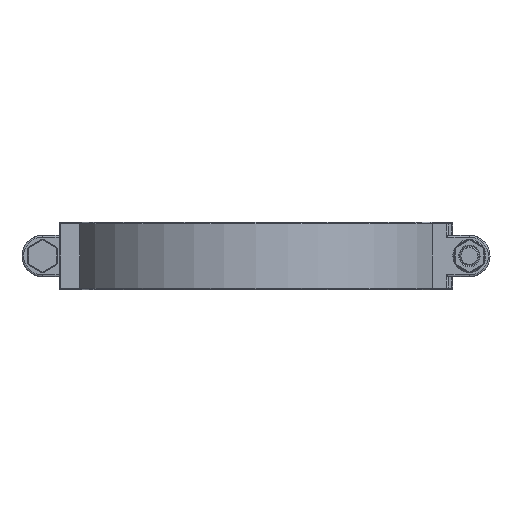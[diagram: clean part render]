
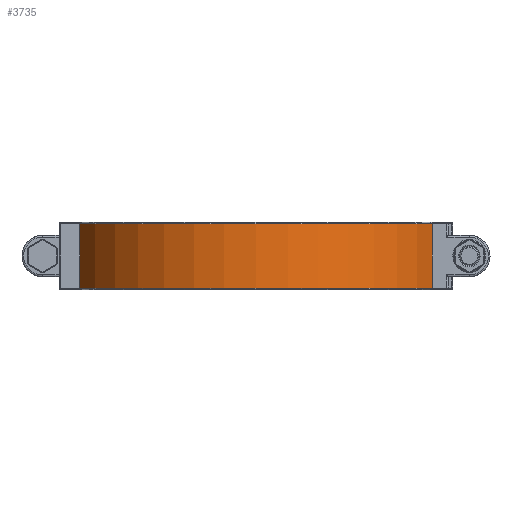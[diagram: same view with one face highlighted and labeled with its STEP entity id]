
A CAD part, front view. The second image highlights one B-rep face of the part: STEP entity #3735.
In plain terms, the highlighted cylindrical face has radius 90.576 mm (diameter 181.153 mm), a partial arc.
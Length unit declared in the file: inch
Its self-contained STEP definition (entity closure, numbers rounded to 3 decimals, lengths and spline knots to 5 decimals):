
#3062=CARTESIAN_POINT('',(-3.26343,1.4375,0.59375));
#3063=VERTEX_POINT('',#3062);
#3072=CARTESIAN_POINT('',(-3.26343,1.4375,-0.59375));
#3073=VERTEX_POINT('',#3072);
#3074=CARTESIAN_POINT('',(-3.26343,1.4375,-0.59375));
#3075=DIRECTION('',(0.0,0.0,1.0));
#3076=VECTOR('',#3075,1.1875);
#3077=LINE('',#3074,#3076);
#3078=EDGE_CURVE('',#3073,#3063,#3077,.T.);
#3220=CARTESIAN_POINT('',(3.26343,1.4375,0.59375));
#3221=VERTEX_POINT('',#3220);
#3247=CARTESIAN_POINT('',(3.26343,1.4375,-0.59375));
#3248=VERTEX_POINT('',#3247);
#3325=CARTESIAN_POINT('',(3.26343,1.4375,0.59375));
#3326=DIRECTION('',(0.0,0.0,-1.0));
#3327=VECTOR('',#3326,1.1875);
#3328=LINE('',#3325,#3327);
#3329=EDGE_CURVE('',#3221,#3248,#3328,.T.);
#3694=CARTESIAN_POINT('',(0.0,0.0,0.59375));
#3695=DIRECTION('',(0.0,0.0,1.0));
#3696=DIRECTION('',(1.0,0.0,0.0));
#3697=AXIS2_PLACEMENT_3D('',#3694,#3695,#3696);
#3698=CIRCLE('',#3697,3.566);
#3699=EDGE_CURVE('',#3221,#3063,#3698,.T.);
#3718=CARTESIAN_POINT('',(0.0,0.0,0.));
#3719=DIRECTION('',(0.0,0.0,1.0));
#3720=DIRECTION('',(1.0,0.0,0.0));
#3721=AXIS2_PLACEMENT_3D('',#3718,#3719,#3720);
#3722=CYLINDRICAL_SURFACE('',#3721,3.566);
#3723=ORIENTED_EDGE('',*,*,#3329,.T.);
#3724=CARTESIAN_POINT('',(0.0,0.0,-0.59375));
#3725=DIRECTION('',(0.0,0.0,1.0));
#3726=DIRECTION('',(1.0,0.0,0.0));
#3727=AXIS2_PLACEMENT_3D('',#3724,#3725,#3726);
#3728=CIRCLE('',#3727,3.566);
#3729=EDGE_CURVE('',#3248,#3073,#3728,.T.);
#3730=ORIENTED_EDGE('',*,*,#3729,.T.);
#3731=ORIENTED_EDGE('',*,*,#3078,.T.);
#3732=ORIENTED_EDGE('',*,*,#3699,.F.);
#3733=EDGE_LOOP('',(#3723,#3730,#3731,#3732));
#3734=FACE_OUTER_BOUND('',#3733,.T.);
#3735=ADVANCED_FACE('',(#3734),#3722,.T.);
